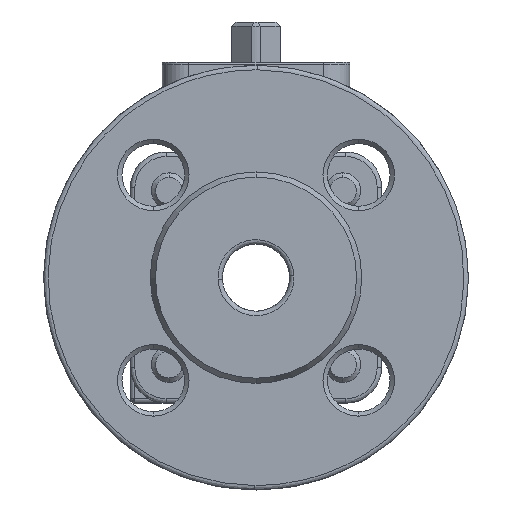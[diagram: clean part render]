
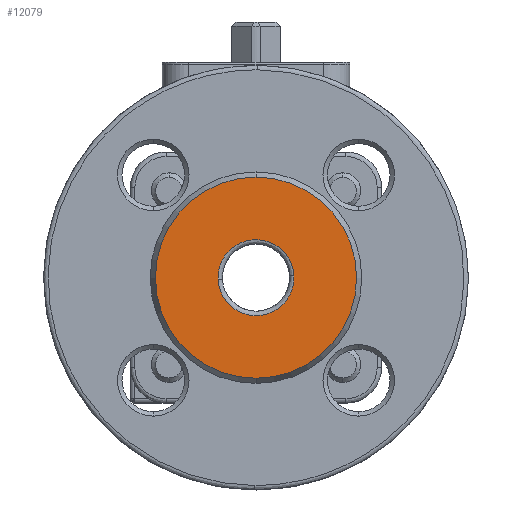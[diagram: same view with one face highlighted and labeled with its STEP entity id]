
A CAD part, front view. The second image highlights one B-rep face of the part: STEP entity #12079.
In plain terms, the highlighted planar face has unit normal (0, -1, 0).
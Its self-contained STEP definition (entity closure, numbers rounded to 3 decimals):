
#100 = CARTESIAN_POINT ( 'NONE',  ( -8.5, -52.5, 0. ) ) ;
#1200 = CARTESIAN_POINT ( 'NONE',  ( 8.5, -52.5, 0. ) ) ;
#1366 = VERTEX_POINT ( 'NONE', #11657 ) ;
#2020 = VERTEX_POINT ( 'NONE', #7251 ) ;
#2337 = CARTESIAN_POINT ( 'NONE',  ( -8.496, -52.5, -0.293 ) ) ;
#2391 = CARTESIAN_POINT ( 'NONE',  ( 0., -52.5, 22.5 ) ) ;
#2608 = EDGE_CURVE ( 'NONE', #24015, #2020, #8823, .T. ) ;
#2980 = DIRECTION ( 'NONE',  ( 0., 1., 0. ) ) ;
#3895 = AXIS2_PLACEMENT_3D ( 'NONE', #18107, #27371, #13589 ) ;
#4981 = CARTESIAN_POINT ( 'NONE',  ( -8.489, -52.5, -0.439 ) ) ;
#5169 = CARTESIAN_POINT ( 'NONE',  ( 8.5, -52.5, 0.146 ) ) ;
#5615 = ORIENTED_EDGE ( 'NONE', *, *, #8318, .F. ) ;
#7238 = EDGE_CURVE ( 'NONE', #2020, #15465, #13058, .T. ) ;
#7251 = CARTESIAN_POINT ( 'NONE',  ( 8.5, -52.5, 0. ) ) ;
#7686 = ORIENTED_EDGE ( 'NONE', *, *, #24348, .F. ) ;
#7805 = EDGE_CURVE ( 'NONE', #15465, #29427, #13987, .T. ) ;
#8128 = DIRECTION ( 'NONE',  ( 0., 1., 0. ) ) ;
#8318 = EDGE_CURVE ( 'NONE', #23489, #1366, #29880, .T. ) ;
#8823 =( BOUNDED_CURVE ( )  B_SPLINE_CURVE ( 3, ( #26593, #11592, #14964, #1200 ),
 .UNSPECIFIED., .F., .F. ) 
 B_SPLINE_CURVE_WITH_KNOTS ( ( 4, 4 ),
 ( 0.016, 1. ),
 .UNSPECIFIED. ) 
 CURVE ( )  GEOMETRIC_REPRESENTATION_ITEM ( )  RATIONAL_B_SPLINE_CURVE ( ( 1., 0.351, 0.351, 1. ) ) 
 REPRESENTATION_ITEM ( '' )  );
#9413 = AXIS2_PLACEMENT_3D ( 'NONE', #21900, #8128, #24189 ) ;
#9829 = CARTESIAN_POINT ( 'NONE',  ( 8.496, -52.5, 0.293 ) ) ;
#10746 = CARTESIAN_POINT ( 'NONE',  ( -8.5, -52.5, 0. ) ) ;
#11592 = CARTESIAN_POINT ( 'NONE',  ( -7.654, -52.5, -16.577 ) ) ;
#11657 = CARTESIAN_POINT ( 'NONE',  ( 0., -52.5, -22.5 ) ) ;
#11874 = ORIENTED_EDGE ( 'NONE', *, *, #2608, .F. ) ;
#12079 = ADVANCED_FACE ( 'NONE', ( #28740, #22633 ), #25057, .F. ) ;
#13058 =( BOUNDED_CURVE ( )  B_SPLINE_CURVE ( 3, ( #21278, #5169, #9829, #25883 ),
 .UNSPECIFIED., .F., .F. ) 
 B_SPLINE_CURVE_WITH_KNOTS ( ( 4, 4 ),
 ( 0., 0.016 ),
 .UNSPECIFIED. ) 
 CURVE ( )  GEOMETRIC_REPRESENTATION_ITEM ( )  RATIONAL_B_SPLINE_CURVE ( ( 1., 1., 1., 1. ) ) 
 REPRESENTATION_ITEM ( '' )  );
#13589 = DIRECTION ( 'NONE',  ( 0., 0., 1. ) ) ;
#13987 =( BOUNDED_CURVE ( )  B_SPLINE_CURVE ( 3, ( #16453, #23297, #24519, #10746 ),
 .UNSPECIFIED., .F., .F. ) 
 B_SPLINE_CURVE_WITH_KNOTS ( ( 4, 4 ),
 ( 0.016, 1. ),
 .UNSPECIFIED. ) 
 CURVE ( )  GEOMETRIC_REPRESENTATION_ITEM ( )  RATIONAL_B_SPLINE_CURVE ( ( 1., 0.351, 0.351, 1. ) ) 
 REPRESENTATION_ITEM ( '' )  );
#14320 = CARTESIAN_POINT ( 'NONE',  ( 8.489, -52.5, 0.439 ) ) ;
#14964 = CARTESIAN_POINT ( 'NONE',  ( 8.5, -52.5, -16.16 ) ) ;
#15318 = ORIENTED_EDGE ( 'NONE', *, *, #7238, .F. ) ;
#15465 = VERTEX_POINT ( 'NONE', #14320 ) ;
#16453 = CARTESIAN_POINT ( 'NONE',  ( 8.489, -52.5, 0.439 ) ) ;
#16723 = CARTESIAN_POINT ( 'NONE',  ( 0., -52.5, 0. ) ) ;
#16748 =( BOUNDED_CURVE ( )  B_SPLINE_CURVE ( 3, ( #29839, #29656, #2337, #18406 ),
 .UNSPECIFIED., .F., .F. ) 
 B_SPLINE_CURVE_WITH_KNOTS ( ( 4, 4 ),
 ( 0., 0.016 ),
 .UNSPECIFIED. ) 
 CURVE ( )  GEOMETRIC_REPRESENTATION_ITEM ( )  RATIONAL_B_SPLINE_CURVE ( ( 1., 1., 1., 1. ) ) 
 REPRESENTATION_ITEM ( '' )  );
#17191 = ORIENTED_EDGE ( 'NONE', *, *, #20250, .F. ) ;
#18107 = CARTESIAN_POINT ( 'NONE',  ( 0., -52.5, 0. ) ) ;
#18406 = CARTESIAN_POINT ( 'NONE',  ( -8.489, -52.5, -0.439 ) ) ;
#19043 = DIRECTION ( 'NONE',  ( 0., 0., 1. ) ) ;
#20250 = EDGE_CURVE ( 'NONE', #1366, #23489, #23209, .T. ) ;
#21107 = EDGE_LOOP ( 'NONE', ( #5615, #17191 ) ) ;
#21278 = CARTESIAN_POINT ( 'NONE',  ( 8.5, -52.5, 0. ) ) ;
#21900 = CARTESIAN_POINT ( 'NONE',  ( 0., -52.5, 0. ) ) ;
#22633 = FACE_OUTER_BOUND ( 'NONE', #21107, .T. ) ;
#23209 = CIRCLE ( 'NONE', #23875, 22.5 ) ;
#23297 = CARTESIAN_POINT ( 'NONE',  ( 7.654, -52.5, 16.577 ) ) ;
#23489 = VERTEX_POINT ( 'NONE', #2391 ) ;
#23875 = AXIS2_PLACEMENT_3D ( 'NONE', #16723, #2980, #19043 ) ;
#24015 = VERTEX_POINT ( 'NONE', #4981 ) ;
#24189 = DIRECTION ( 'NONE',  ( 0., 0., 1. ) ) ;
#24348 = EDGE_CURVE ( 'NONE', #29427, #24015, #16748, .T. ) ;
#24519 = CARTESIAN_POINT ( 'NONE',  ( -8.5, -52.5, 16.16 ) ) ;
#25057 = PLANE ( 'NONE',  #3895 ) ;
#25883 = CARTESIAN_POINT ( 'NONE',  ( 8.489, -52.5, 0.439 ) ) ;
#26370 = ORIENTED_EDGE ( 'NONE', *, *, #7805, .F. ) ;
#26593 = CARTESIAN_POINT ( 'NONE',  ( -8.489, -52.5, -0.439 ) ) ;
#27371 = DIRECTION ( 'NONE',  ( 0., 1., 0. ) ) ;
#28740 = FACE_BOUND ( 'NONE', #29145, .T. ) ;
#29145 = EDGE_LOOP ( 'NONE', ( #7686, #26370, #15318, #11874 ) ) ;
#29427 = VERTEX_POINT ( 'NONE', #100 ) ;
#29656 = CARTESIAN_POINT ( 'NONE',  ( -8.5, -52.5, -0.146 ) ) ;
#29839 = CARTESIAN_POINT ( 'NONE',  ( -8.5, -52.5, 0. ) ) ;
#29880 = CIRCLE ( 'NONE', #9413, 22.5 ) ;
